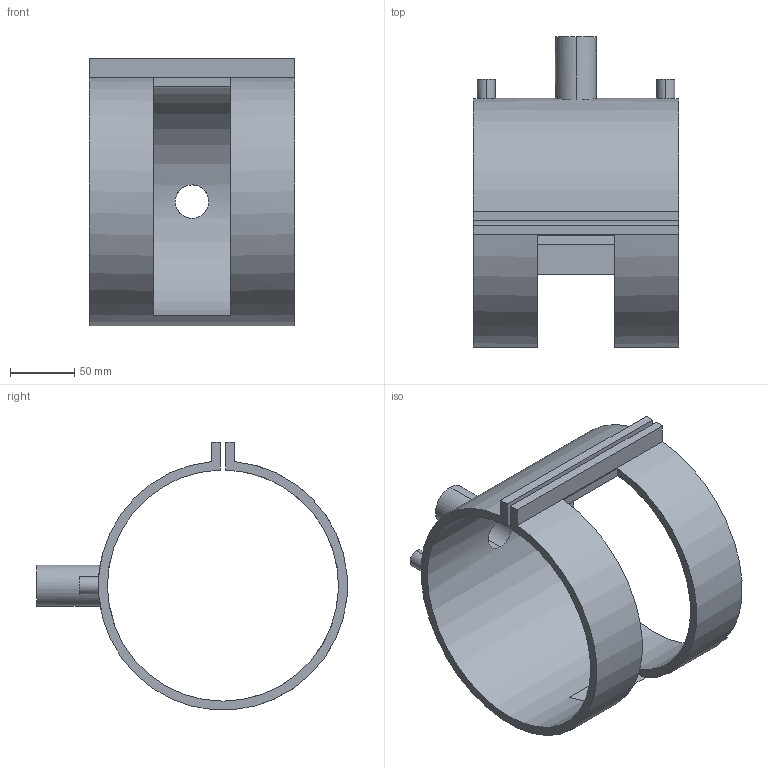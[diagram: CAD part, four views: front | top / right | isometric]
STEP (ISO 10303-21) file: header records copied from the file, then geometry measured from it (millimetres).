
FILE_DESCRIPTION (( 'STEP AP203' ), '1' );
FILE_NAME ('Ef Spigot Saddle_001 117 2091 0211 - 180 .step', '2022-06-07T13:11:59', ( '' ), ( '' ), 'SwSTEP 2.0', 'SolidWorks 2021', '' );
FILE_SCHEMA (( 'CONFIG_CONTROL_DESIGN' ));
Length unit declared in the file: millimetre
Products named in the file (1): Ef Spigot Saddle_001 117 2091 0211 - 180 
Bounding box: 160 x 241.74 x 208.21 mm (x, y, z)
Volume: 592621.6 mm3; surface area: 192639.2 mm2
Topology: 1 solids, 1 shells, 41 faces, 92 edges, 60 vertices
Faces by surface type: cylinder 20, plane 17, cone 4
Entity records: 1807 total; most frequent: CARTESIAN_POINT 806, DIRECTION 188, ORIENTED_EDGE 184, EDGE_CURVE 92, AXIS2_PLACEMENT_3D 70, VERTEX_POINT 60, EDGE_LOOP 52, LINE 48
